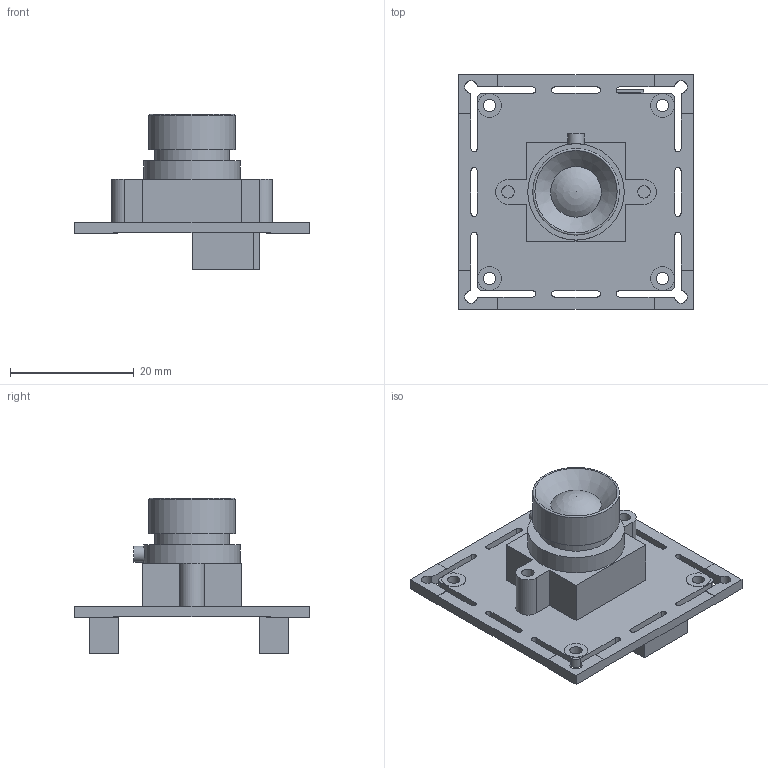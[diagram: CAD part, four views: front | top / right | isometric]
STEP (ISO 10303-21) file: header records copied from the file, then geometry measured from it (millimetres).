
FILE_DESCRIPTION( ( 'Unknown' ), '1' );
FILE_NAME( 'elp-usb500w05g-fd100.stp', 'Unknown', ( 'Unknown' ), ( 'Unknown' ), 'XStep 1.0', 'Unknown', ' ' );
FILE_SCHEMA( ( 'automotive_design' ) );
Length unit declared in the file: millimetre
Products named in the file (1): 1
Bounding box: 38 x 38 x 25.12 mm (x, y, z)
Volume: 5744.6 mm3; surface area: 5161.6 mm2
Topology: 1 solids, 1 shells, 164 faces, 451 edges, 300 vertices
Faces by surface type: plane 111, cylinder 50, sphere 1, cone 1, torus 1
Full cylindrical faces by diameter (mm): 0.6 x6, 2 x6, 2.6 x1, 3.8 x8, 12 x1, 14 x1, 15.6 x1
Entity records: 6432 total; most frequent: CARTESIAN_POINT 918, DIRECTION 850, ORIENTED_EDGE 836, EDGE_CURVE 418, LINE 314, VECTOR 314, VERTEX_POINT 294, AXIS2_PLACEMENT_3D 268
